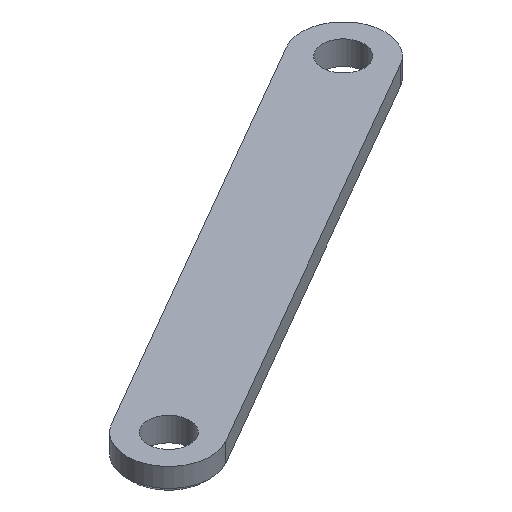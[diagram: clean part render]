
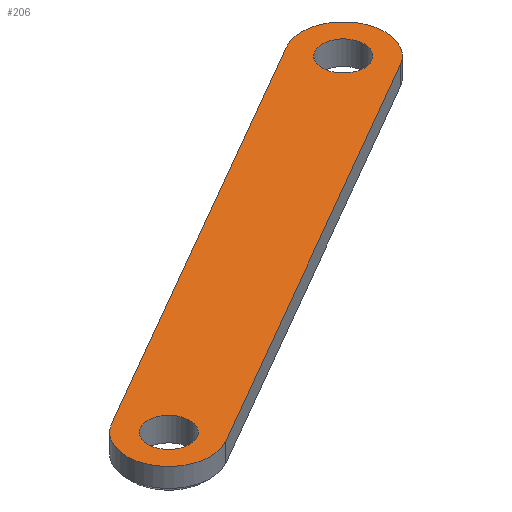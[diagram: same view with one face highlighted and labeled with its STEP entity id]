
A CAD part, isometric view. The second image highlights one B-rep face of the part: STEP entity #206.
In plain terms, the highlighted planar face has unit normal (0, 0, 1).
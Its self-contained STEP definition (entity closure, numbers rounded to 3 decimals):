
#17=FACE_BOUND('',#61,.T.);
#18=FACE_BOUND('',#62,.T.);
#27=CIRCLE('',#230,3.5);
#30=CIRCLE('',#236,1.75);
#31=CIRCLE('',#238,1.75);
#32=CIRCLE('',#241,3.5);
#46=FACE_OUTER_BOUND('',#60,.T.);
#60=EDGE_LOOP('',(#183,#184,#185,#186));
#61=EDGE_LOOP('',(#187));
#62=EDGE_LOOP('',(#188));
#74=LINE('',#339,#90);
#77=LINE('',#355,#93);
#90=VECTOR('',#278,10.);
#93=VECTOR('',#297,10.);
#103=VERTEX_POINT('',#331);
#104=VERTEX_POINT('',#333);
#105=VERTEX_POINT('',#337);
#108=VERTEX_POINT('',#346);
#109=VERTEX_POINT('',#350);
#110=VERTEX_POINT('',#354);
#124=EDGE_CURVE('',#104,#103,#27,.T.);
#127=EDGE_CURVE('',#103,#105,#74,.T.);
#130=EDGE_CURVE('',#108,#108,#30,.T.);
#132=EDGE_CURVE('',#109,#109,#31,.T.);
#134=EDGE_CURVE('',#110,#104,#77,.T.);
#136=EDGE_CURVE('',#105,#110,#32,.T.);
#183=ORIENTED_EDGE('',*,*,#136,.T.);
#184=ORIENTED_EDGE('',*,*,#134,.T.);
#185=ORIENTED_EDGE('',*,*,#124,.T.);
#186=ORIENTED_EDGE('',*,*,#127,.T.);
#187=ORIENTED_EDGE('',*,*,#132,.T.);
#188=ORIENTED_EDGE('',*,*,#130,.T.);
#194=PLANE('',#242);
#206=ADVANCED_FACE('',(#46,#17,#18),#194,.T.);
#230=AXIS2_PLACEMENT_3D('',#334,#272,#273);
#236=AXIS2_PLACEMENT_3D('',#347,#287,#288);
#238=AXIS2_PLACEMENT_3D('',#351,#292,#293);
#241=AXIS2_PLACEMENT_3D('',#358,#301,#302);
#242=AXIS2_PLACEMENT_3D('',#359,#303,#304);
#272=DIRECTION('center_axis',(0.,0.,1.));
#273=DIRECTION('ref_axis',(0.5,-0.866,0.));
#278=DIRECTION('',(-0.866,-0.5,0.));
#287=DIRECTION('center_axis',(0.,0.,-1.));
#288=DIRECTION('ref_axis',(1.,0.,0.));
#292=DIRECTION('center_axis',(0.,0.,-1.));
#293=DIRECTION('ref_axis',(1.,0.,0.));
#297=DIRECTION('',(0.866,0.5,0.));
#301=DIRECTION('center_axis',(0.,0.,1.));
#302=DIRECTION('ref_axis',(-0.5,0.866,0.));
#303=DIRECTION('center_axis',(0.,0.,1.));
#304=DIRECTION('ref_axis',(1.,0.,0.));
#331=CARTESIAN_POINT('',(-2.509,50.031,20.3));
#333=CARTESIAN_POINT('',(0.991,43.969,20.3));
#334=CARTESIAN_POINT('Origin',(-0.759,47.,20.3));
#337=CARTESIAN_POINT('',(-37.15,30.031,20.3));
#339=CARTESIAN_POINT('',(-2.509,50.031,20.3));
#346=CARTESIAN_POINT('',(-2.509,47.,20.3));
#347=CARTESIAN_POINT('Origin',(-0.759,47.,20.3));
#350=CARTESIAN_POINT('',(-37.15,27.,20.3));
#351=CARTESIAN_POINT('Origin',(-35.4,27.,20.3));
#354=CARTESIAN_POINT('',(-33.65,23.969,20.3));
#355=CARTESIAN_POINT('',(-33.65,23.969,20.3));
#358=CARTESIAN_POINT('Origin',(-35.4,27.,20.3));
#359=CARTESIAN_POINT('Origin',(-18.079,37.,20.3));
